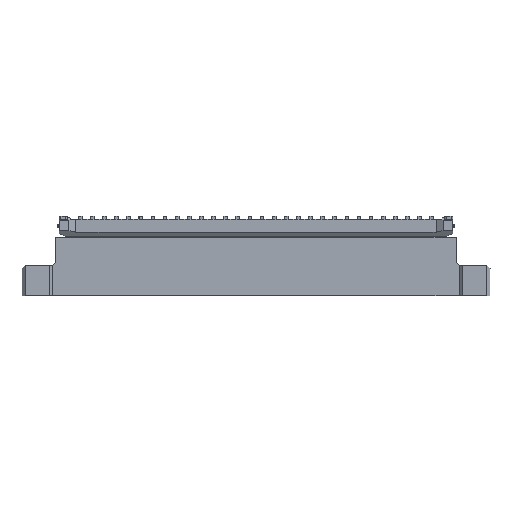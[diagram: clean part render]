
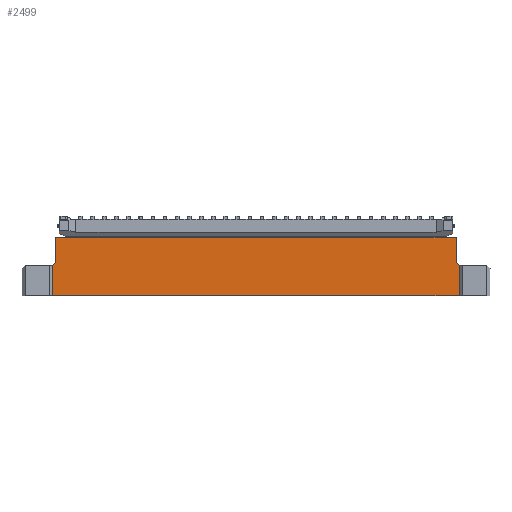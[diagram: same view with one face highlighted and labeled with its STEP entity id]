
A CAD part, left-side view. The second image highlights one B-rep face of the part: STEP entity #2499.
In plain terms, the highlighted planar face has unit normal (-1, 0, 0).
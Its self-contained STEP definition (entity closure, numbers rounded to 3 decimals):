
#2499=ADVANCED_FACE('',(#5472),#3865,.T.);
#3865=PLANE('',#32313);
#5472=FACE_OUTER_BOUND('',#7094,.T.);
#7094=EDGE_LOOP('',(#15107,#15108,#15109,#15110,#15111,#15112,#15113,#15114,
#15115,#15116));
#15107=ORIENTED_EDGE('',*,*,#22543,.F.);
#15108=ORIENTED_EDGE('',*,*,#22544,.F.);
#15109=ORIENTED_EDGE('',*,*,#22545,.T.);
#15110=ORIENTED_EDGE('',*,*,#22546,.F.);
#15111=ORIENTED_EDGE('',*,*,#22509,.T.);
#15112=ORIENTED_EDGE('',*,*,#22538,.F.);
#15113=ORIENTED_EDGE('',*,*,#22547,.T.);
#15114=ORIENTED_EDGE('',*,*,#22548,.T.);
#15115=ORIENTED_EDGE('',*,*,#22549,.T.);
#15116=ORIENTED_EDGE('',*,*,#22550,.T.);
#18357=VERTEX_POINT('',#49594);
#18358=VERTEX_POINT('',#49595);
#18386=VERTEX_POINT('',#49651);
#18391=VERTEX_POINT('',#49663);
#18392=VERTEX_POINT('',#49664);
#18393=VERTEX_POINT('',#49666);
#18394=VERTEX_POINT('',#49668);
#18395=VERTEX_POINT('',#49671);
#18396=VERTEX_POINT('',#49673);
#18397=VERTEX_POINT('',#49675);
#22509=EDGE_CURVE('',#18357,#18358,#26273,.T.);
#22538=EDGE_CURVE('',#18386,#18358,#26302,.T.);
#22543=EDGE_CURVE('',#18391,#18392,#26307,.T.);
#22544=EDGE_CURVE('',#18393,#18391,#26308,.T.);
#22545=EDGE_CURVE('',#18393,#18394,#26309,.T.);
#22546=EDGE_CURVE('',#18357,#18394,#26310,.T.);
#22547=EDGE_CURVE('',#18386,#18395,#26311,.T.);
#22548=EDGE_CURVE('',#18395,#18396,#26312,.T.);
#22549=EDGE_CURVE('',#18396,#18397,#26313,.T.);
#22550=EDGE_CURVE('',#18397,#18392,#26314,.T.);
#26273=LINE('',#49593,#30033);
#26302=LINE('',#49652,#30062);
#26307=LINE('',#49662,#30067);
#26308=LINE('',#49665,#30068);
#26309=LINE('',#49667,#30069);
#26310=LINE('',#49669,#30070);
#26311=LINE('',#49670,#30071);
#26312=LINE('',#49672,#30072);
#26313=LINE('',#49674,#30073);
#26314=LINE('',#49676,#30074);
#30033=VECTOR('',#39740,1.);
#30062=VECTOR('',#39769,1.);
#30067=VECTOR('',#39776,1.);
#30068=VECTOR('',#39777,1.);
#30069=VECTOR('',#39778,1.);
#30070=VECTOR('',#39779,1.);
#30071=VECTOR('',#39780,1.);
#30072=VECTOR('',#39781,1.);
#30073=VECTOR('',#39782,1.);
#30074=VECTOR('',#39783,1.);
#32313=AXIS2_PLACEMENT_3D('',#49677,#39784,#39785);
#39740=DIRECTION('',(0.,-1.,0.));
#39769=DIRECTION('',(0.,1.,0.));
#39776=DIRECTION('',(0.,-1.,0.));
#39777=DIRECTION('',(0.,0.,1.));
#39778=DIRECTION('',(0.,0.707,-0.707));
#39779=DIRECTION('',(0.,0.,1.));
#39780=DIRECTION('',(0.,0.,1.));
#39781=DIRECTION('',(0.,0.707,0.707));
#39782=DIRECTION('',(0.,0.,1.));
#39783=DIRECTION('',(0.,1.,0.));
#39784=DIRECTION('',(-1.,0.,0.));
#39785=DIRECTION('',(0.,0.,-1.));
#49593=CARTESIAN_POINT('',(-1.32,-4.729,1.499));
#49594=CARTESIAN_POINT('',(-1.32,5.591,1.499));
#49595=CARTESIAN_POINT('',(-1.32,-6.729,1.499));
#49651=CARTESIAN_POINT('',(-1.32,-7.849,1.499));
#49652=CARTESIAN_POINT('',(-1.32,-6.729,1.499));
#49662=CARTESIAN_POINT('',(-1.32,-4.729,3.429));
#49663=CARTESIAN_POINT('',(-1.32,5.491,3.429));
#49664=CARTESIAN_POINT('',(-1.32,-6.729,3.429));
#49665=CARTESIAN_POINT('',(-1.32,5.491,2.599));
#49666=CARTESIAN_POINT('',(-1.32,5.491,2.599));
#49667=CARTESIAN_POINT('',(-1.32,5.491,2.599));
#49668=CARTESIAN_POINT('',(-1.32,5.591,2.499));
#49669=CARTESIAN_POINT('',(-1.32,5.591,1.499));
#49670=CARTESIAN_POINT('',(-1.32,-7.849,1.499));
#49671=CARTESIAN_POINT('',(-1.32,-7.849,2.499));
#49672=CARTESIAN_POINT('',(-1.32,-7.849,2.499));
#49673=CARTESIAN_POINT('',(-1.32,-7.749,2.599));
#49674=CARTESIAN_POINT('',(-1.32,-7.749,2.599));
#49675=CARTESIAN_POINT('',(-1.32,-7.749,3.429));
#49676=CARTESIAN_POINT('',(-1.32,-6.729,3.429));
#49677=CARTESIAN_POINT('',(-1.32,-5.999,3.799));
